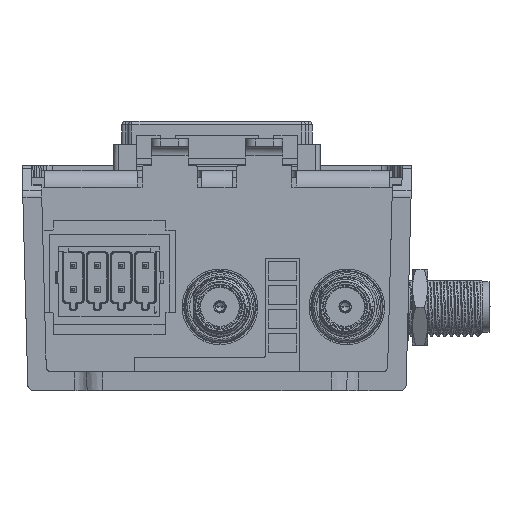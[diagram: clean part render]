
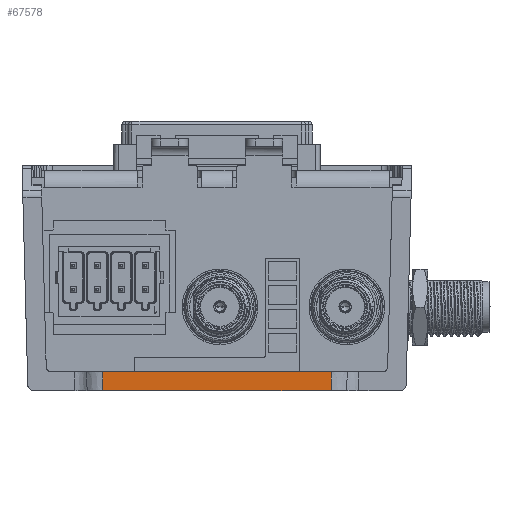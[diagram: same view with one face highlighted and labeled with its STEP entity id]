
A CAD part, front view. The second image highlights one B-rep face of the part: STEP entity #67578.
In plain terms, the highlighted planar face has unit normal (0, -1, -0.026).
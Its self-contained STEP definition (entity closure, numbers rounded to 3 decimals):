
#1376 = CARTESIAN_POINT ( 'NONE',  ( -474.827, -2281.462, -519.685 ) ) ;
#4752 = ORIENTED_EDGE ( 'NONE', *, *, #7441, .F. ) ;
#6323 = ORIENTED_EDGE ( 'NONE', *, *, #103403, .T. ) ;
#7441 = EDGE_CURVE ( 'NONE', #155172, #33660, #196000, .T. ) ;
#10211 = CARTESIAN_POINT ( 'NONE',  ( 474.827, -2280.775, -545.932 ) ) ;
#10459 = CARTESIAN_POINT ( 'NONE',  ( -158.276, -2279.401, -598.425 ) ) ;
#13802 = CARTESIAN_POINT ( 'NONE',  ( 474.827, -2279.401, -598.425 ) ) ;
#26142 = CARTESIAN_POINT ( 'NONE',  ( 474.827, -2281.462, -519.685 ) ) ;
#29229 = EDGE_CURVE ( 'NONE', #155172, #182867, #191611, .T. ) ;
#33660 = VERTEX_POINT ( 'NONE', #146097 ) ;
#42405 = CARTESIAN_POINT ( 'NONE',  ( 158.276, -2281.462, -519.685 ) ) ;
#46143 = CARTESIAN_POINT ( 'NONE',  ( -474.827, -2280.088, -572.178 ) ) ;
#53333 = B_SPLINE_CURVE_WITH_KNOTS ( 'NONE', 3,
 ( #138550, #61367, #46143, #140552 ),
 .UNSPECIFIED., .F., .F.,
 ( 4, 4 ),
 ( 0., 1. ),
 .UNSPECIFIED. ) ;
#59109 = ORIENTED_EDGE ( 'NONE', *, *, #157185, .T. ) ;
#61367 = CARTESIAN_POINT ( 'NONE',  ( -474.827, -2280.775, -545.932 ) ) ;
#67578 = ADVANCED_FACE ( 'NONE', ( #74701 ), #121375, .T. ) ;
#68103 = VERTEX_POINT ( 'NONE', #114577 ) ;
#71697 = DIRECTION ( 'NONE',  ( 0., -1., -0.026 ) ) ;
#72147 = CARTESIAN_POINT ( 'NONE',  ( 474.827, -2281.462, -519.685 ) ) ;
#72163 = AXIS2_PLACEMENT_3D ( 'NONE', #150919, #71697, #198544 ) ;
#74701 = FACE_OUTER_BOUND ( 'NONE', #181596, .T. ) ;
#90642 = CARTESIAN_POINT ( 'NONE',  ( -474.827, -2279.401, -598.425 ) ) ;
#103403 = EDGE_CURVE ( 'NONE', #68103, #33660, #53333, .T. ) ;
#104333 = CARTESIAN_POINT ( 'NONE',  ( -158.276, -2281.462, -519.685 ) ) ;
#114577 = CARTESIAN_POINT ( 'NONE',  ( -474.827, -2281.462, -519.685 ) ) ;
#114844 = B_SPLINE_CURVE_WITH_KNOTS ( 'NONE', 3,
 ( #26142, #42405, #104333, #1376 ),
 .UNSPECIFIED., .F., .F.,
 ( 4, 4 ),
 ( 0., 1. ),
 .UNSPECIFIED. ) ;
#121375 = PLANE ( 'NONE',  #72163 ) ;
#125760 = ORIENTED_EDGE ( 'NONE', *, *, #29229, .T. ) ;
#138550 = CARTESIAN_POINT ( 'NONE',  ( -474.827, -2281.462, -519.685 ) ) ;
#140552 = CARTESIAN_POINT ( 'NONE',  ( -474.827, -2279.401, -598.425 ) ) ;
#146097 = CARTESIAN_POINT ( 'NONE',  ( -474.827, -2279.401, -598.425 ) ) ;
#149613 = CARTESIAN_POINT ( 'NONE',  ( 474.827, -2279.401, -598.425 ) ) ;
#150615 = CARTESIAN_POINT ( 'NONE',  ( 158.276, -2279.401, -598.425 ) ) ;
#150919 = CARTESIAN_POINT ( 'NONE',  ( -811.024, -2303.937, 338.583 ) ) ;
#155172 = VERTEX_POINT ( 'NONE', #13802 ) ;
#157185 = EDGE_CURVE ( 'NONE', #182867, #68103, #114844, .T. ) ;
#158905 = CARTESIAN_POINT ( 'NONE',  ( 474.827, -2281.462, -519.685 ) ) ;
#162578 = CARTESIAN_POINT ( 'NONE',  ( 474.827, -2279.401, -598.425 ) ) ;
#181596 = EDGE_LOOP ( 'NONE', ( #4752, #125760, #59109, #6323 ) ) ;
#182867 = VERTEX_POINT ( 'NONE', #158905 ) ;
#191611 = B_SPLINE_CURVE_WITH_KNOTS ( 'NONE', 3,
 ( #162578, #195006, #10211, #72147 ),
 .UNSPECIFIED., .F., .F.,
 ( 4, 4 ),
 ( 0., 1. ),
 .UNSPECIFIED. ) ;
#195006 = CARTESIAN_POINT ( 'NONE',  ( 474.827, -2280.088, -572.178 ) ) ;
#196000 = B_SPLINE_CURVE_WITH_KNOTS ( 'NONE', 3,
 ( #149613, #150615, #10459, #90642 ),
 .UNSPECIFIED., .F., .F.,
 ( 4, 4 ),
 ( 0., 1. ),
 .UNSPECIFIED. ) ;
#198544 = DIRECTION ( 'NONE',  ( 0., 0.026, -1. ) ) ;
